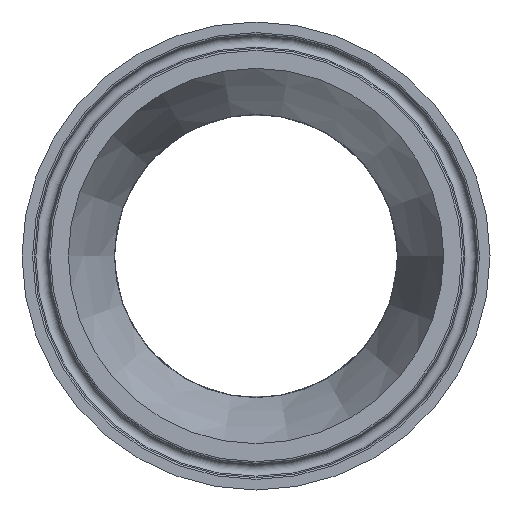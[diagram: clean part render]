
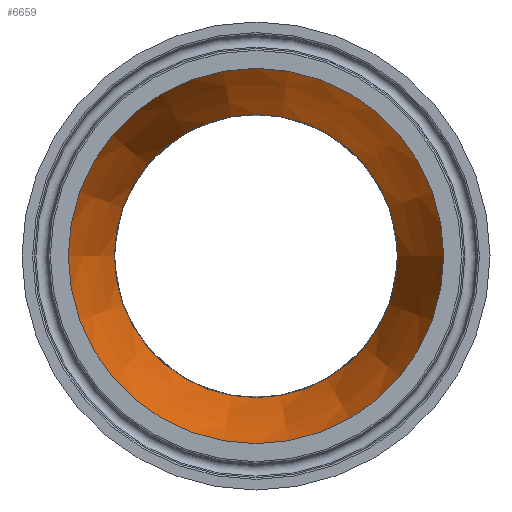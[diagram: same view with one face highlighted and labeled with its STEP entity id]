
A CAD part, left-side view. The second image highlights one B-rep face of the part: STEP entity #6659.
In plain terms, the highlighted conical face has half-angle 19.018 degrees and reference radius 31.946 mm.
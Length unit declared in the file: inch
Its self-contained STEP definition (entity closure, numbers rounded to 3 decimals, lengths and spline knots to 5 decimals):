
#20=CONICAL_SURFACE('',#7036,1.2577,19.018);
#100=FACE_BOUND('',#1207,.T.);
#797=FACE_OUTER_BOUND('',#1206,.T.);
#1206=EDGE_LOOP('',(#6210));
#1207=EDGE_LOOP('',(#6211));
#1736=CIRCLE('',#7034,1.08368);
#1737=CIRCLE('',#7037,1.435);
#3272=VERTEX_POINT('',#14674);
#3273=VERTEX_POINT('',#14678);
#4258=EDGE_CURVE('',#3272,#3272,#1736,.T.);
#4259=EDGE_CURVE('',#3273,#3273,#1737,.T.);
#6210=ORIENTED_EDGE('',*,*,#4259,.F.);
#6211=ORIENTED_EDGE('',*,*,#4258,.F.);
#6659=ADVANCED_FACE('',(#797,#100),#20,.F.);
#7034=AXIS2_PLACEMENT_3D('',#14675,#8215,#8216);
#7036=AXIS2_PLACEMENT_3D('',#14677,#8219,#8220);
#7037=AXIS2_PLACEMENT_3D('',#14679,#8221,#8222);
#8215=DIRECTION('center_axis',(-1.,0.,0.));
#8216=DIRECTION('ref_axis',(0.,-1.,0.));
#8219=DIRECTION('center_axis',(-1.,0.,0.));
#8220=DIRECTION('ref_axis',(0.,1.,0.));
#8221=DIRECTION('center_axis',(1.,0.,0.));
#8222=DIRECTION('ref_axis',(0.,1.,0.));
#14674=CARTESIAN_POINT('',(1.0193,1.08368,0.));
#14675=CARTESIAN_POINT('Origin',(1.0193,0.,
0.));
#14677=CARTESIAN_POINT('Origin',(0.5144,0.,0.));
#14678=CARTESIAN_POINT('',(0.,1.435,0.));
#14679=CARTESIAN_POINT('Origin',(0.,0.,
0.));
